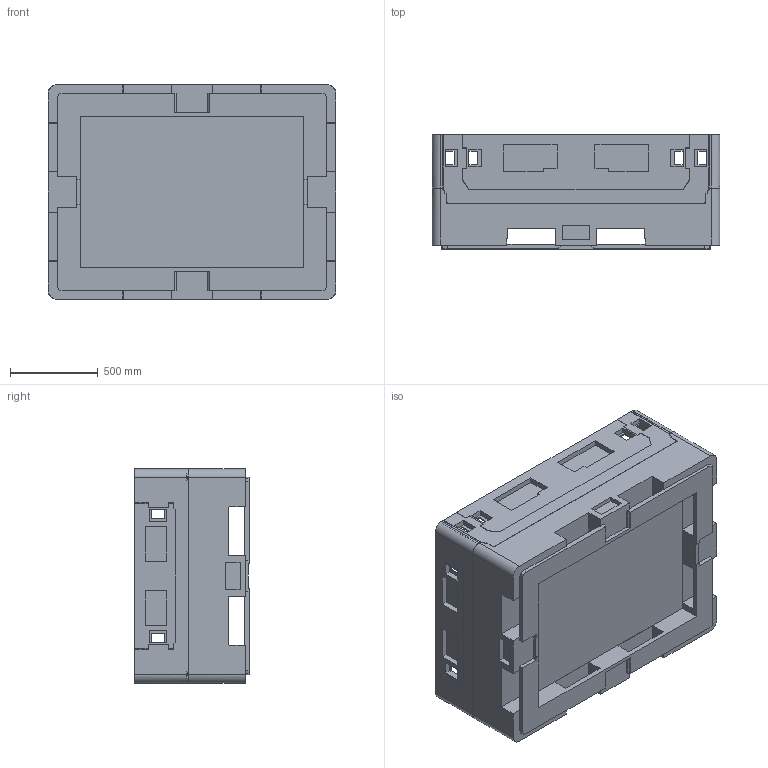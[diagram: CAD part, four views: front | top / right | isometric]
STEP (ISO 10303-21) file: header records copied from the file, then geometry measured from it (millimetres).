
FILE_DESCRIPTION((''),'2;1');
FILE_NAME('134597WSM_ASM','2025-06-20T15:13:31',('SYSTEM'),(''),'CREO PARAMETRIC BY PTC INC, 2023294','CREO PARAMETRIC BY PTC INC, 2023294','');
FILE_SCHEMA(('CONFIG_CONTROL_DESIGN'));
Length unit declared in the file: inch
Products named in the file (6): 87735SM; 116232SM; 116233SM; 116238SM; 116239SM; 134597WSM_ASM
Assembly tree (9 placements, depth 2):
  134597WSM_ASM
    87735SM
    116232SM  x2
    116233SM  x2
    116238SM  x2
    116239SM  x2
Bounding box: 1638.32 x 650.39 x 1219.2 mm (x, y, z)
Volume: 266997554.6 mm3; surface area: 13276055.4 mm2
Topology: 9 solids, 9 shells, 774 faces, 2228 edges, 1484 vertices
Faces by surface type: plane 738, cylinder 24, extrusion 12
Entity records: 17085 total; most frequent: CARTESIAN_POINT 3282, ORIENTED_EDGE 2984, DIRECTION 2558, EDGE_CURVE 1492, VECTOR 1430, LINE 1422, VERTEX_POINT 994, AXIS2_PLACEMENT_3D 564
